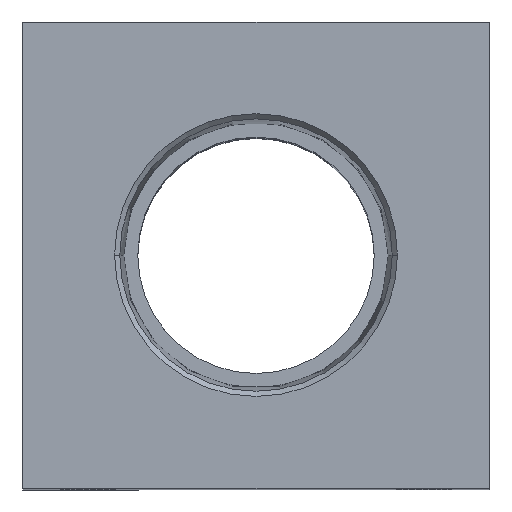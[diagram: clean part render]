
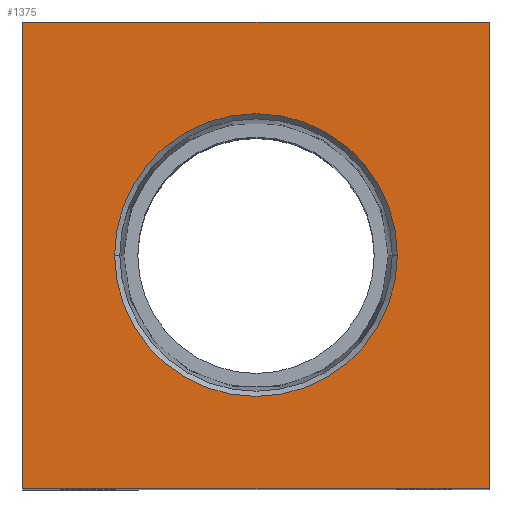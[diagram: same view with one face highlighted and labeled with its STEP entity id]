
A CAD part, top view. The second image highlights one B-rep face of the part: STEP entity #1375.
In plain terms, the highlighted planar face has unit normal (0, 0, 1).
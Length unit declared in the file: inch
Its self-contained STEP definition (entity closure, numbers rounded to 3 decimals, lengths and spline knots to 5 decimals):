
#33 = DIRECTION ( 'NONE',  ( -1., 0., 0. ) ) ;
#74 = LINE ( 'NONE', #2513, #1613 ) ;
#122 = EDGE_CURVE ( 'NONE', #1249, #1814, #1560, .T. ) ;
#209 = CARTESIAN_POINT ( 'NONE',  ( 1.125, -1.125, 2.625 ) ) ;
#271 = EDGE_CURVE ( 'NONE', #879, #667, #1123, .T. ) ;
#272 = ORIENTED_EDGE ( 'NONE', *, *, #706, .F. ) ;
#363 = ORIENTED_EDGE ( 'NONE', *, *, #1059, .T. ) ;
#369 = EDGE_LOOP ( 'NONE', ( #1015, #853, #1670, #363 ) ) ;
#497 = VECTOR ( 'NONE', #2438, 39.37008 ) ;
#524 = FACE_OUTER_BOUND ( 'NONE', #369, .T. ) ;
#569 = CARTESIAN_POINT ( 'NONE',  ( -0.68247, 0., 2.625 ) ) ;
#656 = CARTESIAN_POINT ( 'NONE',  ( -1.125, 1.125, 2.625 ) ) ;
#667 = VERTEX_POINT ( 'NONE', #2119 ) ;
#706 = EDGE_CURVE ( 'NONE', #1814, #1249, #2275, .T. ) ;
#853 = ORIENTED_EDGE ( 'NONE', *, *, #1079, .T. ) ;
#879 = VERTEX_POINT ( 'NONE', #656 ) ;
#994 = VECTOR ( 'NONE', #1280, 39.37008 ) ;
#1015 = ORIENTED_EDGE ( 'NONE', *, *, #271, .T. ) ;
#1025 = DIRECTION ( 'NONE',  ( 1., 0., 0. ) ) ;
#1059 = EDGE_CURVE ( 'NONE', #1200, #879, #74, .T. ) ;
#1079 = EDGE_CURVE ( 'NONE', #667, #1583, #1084, .T. ) ;
#1084 = LINE ( 'NONE', #2236, #497 ) ;
#1123 = LINE ( 'NONE', #1331, #994 ) ;
#1200 = VERTEX_POINT ( 'NONE', #2499 ) ;
#1249 = VERTEX_POINT ( 'NONE', #1898 ) ;
#1280 = DIRECTION ( 'NONE',  ( 0., -1., 0. ) ) ;
#1331 = CARTESIAN_POINT ( 'NONE',  ( -1.125, -1.125, 2.625 ) ) ;
#1375 = ADVANCED_FACE ( 'NONE', ( #1578, #524 ), #1904, .T. ) ;
#1502 = AXIS2_PLACEMENT_3D ( 'NONE', #2308, #2370, #1025 ) ;
#1552 = AXIS2_PLACEMENT_3D ( 'NONE', #2218, #1687, #1674 ) ;
#1560 = CIRCLE ( 'NONE', #1502, 0.68247 ) ;
#1578 = FACE_BOUND ( 'NONE', #2173, .T. ) ;
#1583 = VERTEX_POINT ( 'NONE', #209 ) ;
#1613 = VECTOR ( 'NONE', #33, 39.37008 ) ;
#1633 = EDGE_CURVE ( 'NONE', #1583, #1200, #2131, .T. ) ;
#1670 = ORIENTED_EDGE ( 'NONE', *, *, #1633, .T. ) ;
#1674 = DIRECTION ( 'NONE',  ( 1., 0., 0. ) ) ;
#1687 = DIRECTION ( 'NONE',  ( 0., 0., 1. ) ) ;
#1772 = DIRECTION ( 'NONE',  ( 1., 0., 0. ) ) ;
#1798 = DIRECTION ( 'NONE',  ( 0., 0., 1. ) ) ;
#1807 = CARTESIAN_POINT ( 'NONE',  ( 0., 0., 2.625 ) ) ;
#1814 = VERTEX_POINT ( 'NONE', #569 ) ;
#1898 = CARTESIAN_POINT ( 'NONE',  ( 0.68247, 0., 2.625 ) ) ;
#1904 = PLANE ( 'NONE',  #1552 ) ;
#2076 = VECTOR ( 'NONE', #2300, 39.37008 ) ;
#2119 = CARTESIAN_POINT ( 'NONE',  ( -1.125, -1.125, 2.625 ) ) ;
#2131 = LINE ( 'NONE', #2286, #2076 ) ;
#2173 = EDGE_LOOP ( 'NONE', ( #2219, #272 ) ) ;
#2218 = CARTESIAN_POINT ( 'NONE',  ( 0., 0., 2.625 ) ) ;
#2219 = ORIENTED_EDGE ( 'NONE', *, *, #122, .F. ) ;
#2236 = CARTESIAN_POINT ( 'NONE',  ( 1.125, -1.125, 2.625 ) ) ;
#2275 = CIRCLE ( 'NONE', #2545, 0.68247 ) ;
#2286 = CARTESIAN_POINT ( 'NONE',  ( 1.125, -1.125, 2.625 ) ) ;
#2300 = DIRECTION ( 'NONE',  ( 0., 1., 0. ) ) ;
#2308 = CARTESIAN_POINT ( 'NONE',  ( 0., 0., 2.625 ) ) ;
#2370 = DIRECTION ( 'NONE',  ( 0., 0., 1. ) ) ;
#2438 = DIRECTION ( 'NONE',  ( 1., 0., 0. ) ) ;
#2499 = CARTESIAN_POINT ( 'NONE',  ( 1.125, 1.125, 2.625 ) ) ;
#2513 = CARTESIAN_POINT ( 'NONE',  ( 1.125, 1.125, 2.625 ) ) ;
#2545 = AXIS2_PLACEMENT_3D ( 'NONE', #1807, #1798, #1772 ) ;
